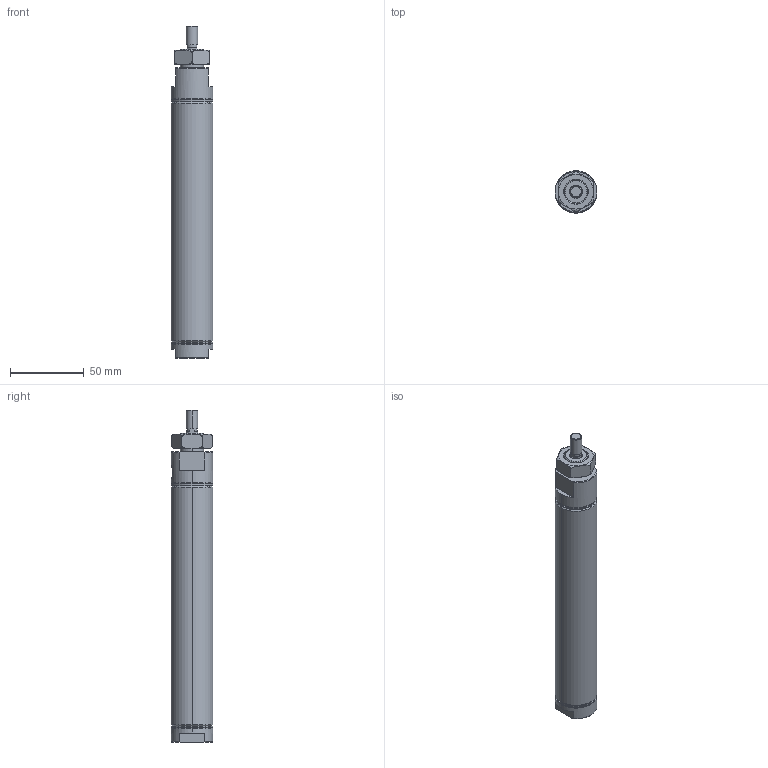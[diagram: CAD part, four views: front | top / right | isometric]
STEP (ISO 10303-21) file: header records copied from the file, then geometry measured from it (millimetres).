
FILE_DESCRIPTION(/* description */ (''),/* implementation_level */ '2;1');
FILE_NAME(/* name */ 'Pneu_PneuCylinder_NCDMB106-0500C.iam.stp',/* time_stamp */ '2016-01-07T16:51:02-08:00',/* author */ ('Autodesk Inc.'),/* organization */ ('Autodesk Inc.'),/* preprocessor_version */ 'ST-DEVELOPER v16.1',/* originating_system */ 'Autodesk Inventor 2016',/* authorisation */ '');
FILE_SCHEMA (('AUTOMOTIVE_DESIGN { 1 0 10303 214 3 1 1 }'));
Length unit declared in the file: millimetre
Products named in the file (4): NCDMB106-0500C_1; NCDMB106-0500C_2; NCDMB106-0500C_3; Pneu_PneuCylinder_NCDMB106-0500C
Assembly tree (3 placements, depth 2):
  Pneu_PneuCylinder_NCDMB106-0500C
    NCDMB106-0500C_1
    NCDMB106-0500C_2
    NCDMB106-0500C_3
Bounding box: 28.45 x 28.45 x 225.43 mm (x, y, z)
Volume: 59547.7 mm3; surface area: 42376 mm2
Topology: 3 solids, 3 shells, 108 faces, 248 edges, 157 vertices
Faces by surface type: plane 40, cylinder 39, cone 25, torus 4
Entity records: 3693 total; most frequent: CARTESIAN_POINT 1127, DIRECTION 555, ORIENTED_EDGE 496, EDGE_CURVE 248, AXIS2_PLACEMENT_3D 229, VERTEX_POINT 157, EDGE_LOOP 125, CIRCLE 114
